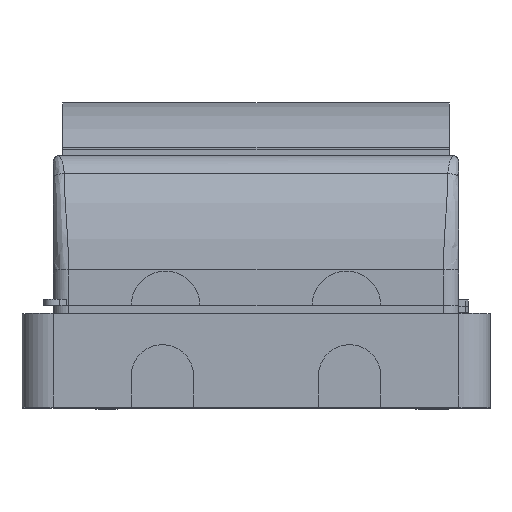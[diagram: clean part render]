
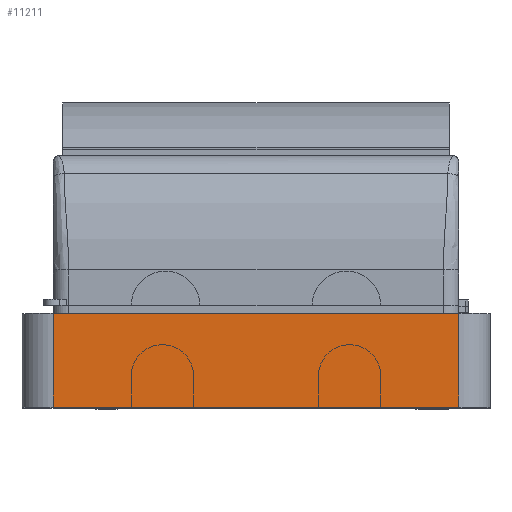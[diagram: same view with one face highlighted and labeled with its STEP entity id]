
A CAD part, top view. The second image highlights one B-rep face of the part: STEP entity #11211.
In plain terms, the highlighted planar face has unit normal (0, 0, 1).
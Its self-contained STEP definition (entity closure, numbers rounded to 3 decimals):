
#40 = ORIENTED_EDGE ( 'NONE', *, *, #22866, .F. ) ;
#84 = EDGE_CURVE ( 'NONE', #3571, #29377, #33149, .T. ) ;
#3571 = VERTEX_POINT ( 'NONE', #16229 ) ;
#3910 = EDGE_CURVE ( 'NONE', #35302, #6963, #40984, .T. ) ;
#5554 = LINE ( 'NONE', #23631, #39312 ) ;
#5795 = CARTESIAN_POINT ( 'NONE',  ( -65., 27., 317. ) ) ;
#5949 = CARTESIAN_POINT ( 'NONE',  ( 65., -1., 317. ) ) ;
#6963 = VERTEX_POINT ( 'NONE', #24348 ) ;
#7074 = VECTOR ( 'NONE', #9056, 1000. ) ;
#7877 = ORIENTED_EDGE ( 'NONE', *, *, #16366, .F. ) ;
#8181 = LINE ( 'NONE', #28834, #41955 ) ;
#9056 = DIRECTION ( 'NONE',  ( 0., -1., 0. ) ) ;
#9436 = CARTESIAN_POINT ( 'NONE',  ( -65., -1., 317. ) ) ;
#11211 = ADVANCED_FACE ( 'NONE', ( #12865 ), #20452, .T. ) ;
#12865 = FACE_OUTER_BOUND ( 'NONE', #13000, .T. ) ;
#13000 = EDGE_LOOP ( 'NONE', ( #7877, #24284, #40, #24351 ) ) ;
#14099 = CARTESIAN_POINT ( 'NONE',  ( -75., 27., 317. ) ) ;
#15811 = DIRECTION ( 'NONE',  ( -1., 0., 0. ) ) ;
#16229 = CARTESIAN_POINT ( 'NONE',  ( -65., 29., 317. ) ) ;
#16366 = EDGE_CURVE ( 'NONE', #3571, #6963, #5554, .T. ) ;
#16599 = DIRECTION ( 'NONE',  ( 1., 0., 0. ) ) ;
#17329 = DIRECTION ( 'NONE',  ( 1., 0., 0. ) ) ;
#17783 = DIRECTION ( 'NONE',  ( 0., 1., 0. ) ) ;
#20452 = PLANE ( 'NONE',  #30493 ) ;
#22866 = EDGE_CURVE ( 'NONE', #35302, #29377, #8181, .T. ) ;
#23631 = CARTESIAN_POINT ( 'NONE',  ( -75., 29., 317. ) ) ;
#24284 = ORIENTED_EDGE ( 'NONE', *, *, #84, .T. ) ;
#24348 = CARTESIAN_POINT ( 'NONE',  ( 65., 29., 317. ) ) ;
#24351 = ORIENTED_EDGE ( 'NONE', *, *, #3910, .T. ) ;
#28834 = CARTESIAN_POINT ( 'NONE',  ( -75., -1., 317. ) ) ;
#29377 = VERTEX_POINT ( 'NONE', #9436 ) ;
#30493 = AXIS2_PLACEMENT_3D ( 'NONE', #14099, #36978, #17329 ) ;
#33149 = LINE ( 'NONE', #5795, #7074 ) ;
#35302 = VERTEX_POINT ( 'NONE', #5949 ) ;
#36978 = DIRECTION ( 'NONE',  ( 0., 0., 1. ) ) ;
#39312 = VECTOR ( 'NONE', #16599, 1000. ) ;
#39934 = VECTOR ( 'NONE', #17783, 1000. ) ;
#40734 = CARTESIAN_POINT ( 'NONE',  ( 65., 27., 317. ) ) ;
#40984 = LINE ( 'NONE', #40734, #39934 ) ;
#41955 = VECTOR ( 'NONE', #15811, 1000. ) ;
